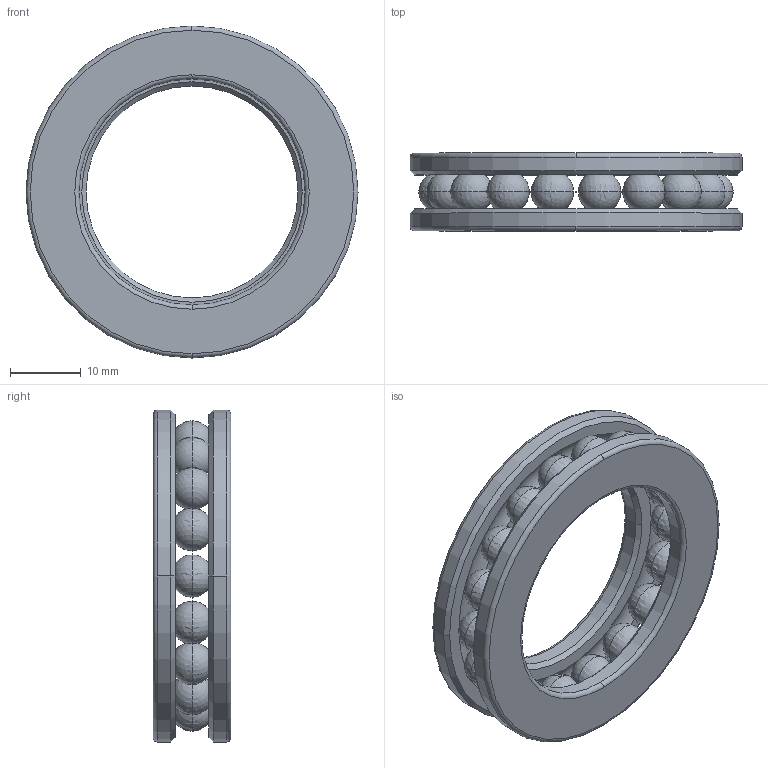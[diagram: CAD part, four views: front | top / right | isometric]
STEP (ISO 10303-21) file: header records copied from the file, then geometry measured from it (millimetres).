
FILE_DESCRIPTION(('STEP AP214'),'1');
FILE_NAME('skf_bearing_51106_2.stp','2024-11-22T07:00:30',('TraceParts'),('TraceParts S.A.'),'Spatial InterOp 3D',' ',' ');
FILE_SCHEMA(('AUTOMOTIVE_DESIGN { 1 0 10303 214 1 1 1 1 }'));
Length unit declared in the file: millimetre
Products named in the file (1): skf_bearing_51106_2_1
Bounding box: 47 x 11 x 47 mm (x, y, z)
Volume: 7625.9 mm3; surface area: 7238.1 mm2
Topology: 3 solids, 3 shells, 106 faces, 336 edges, 164 vertices
Faces by surface type: torus 48, sphere 36, cylinder 8, cone 8, plane 6
Entity records: 4331 total; most frequent: CARTESIAN_POINT 1761, DIRECTION 586, ORIENTED_EDGE 528, AXIS2_PLACEMENT_3D 285, EDGE_CURVE 264, CIRCLE 176, VERTEX_POINT 164, EDGE_LOOP 112
